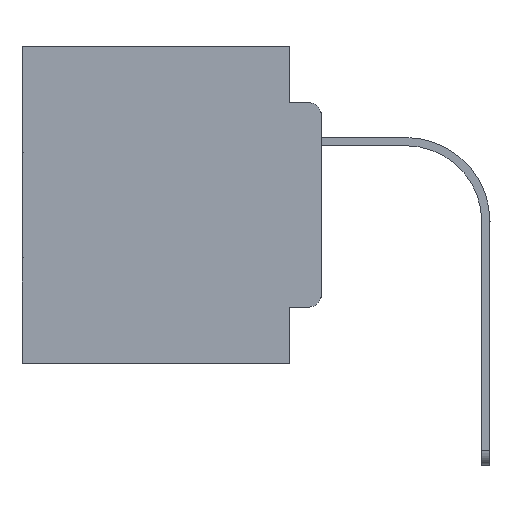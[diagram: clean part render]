
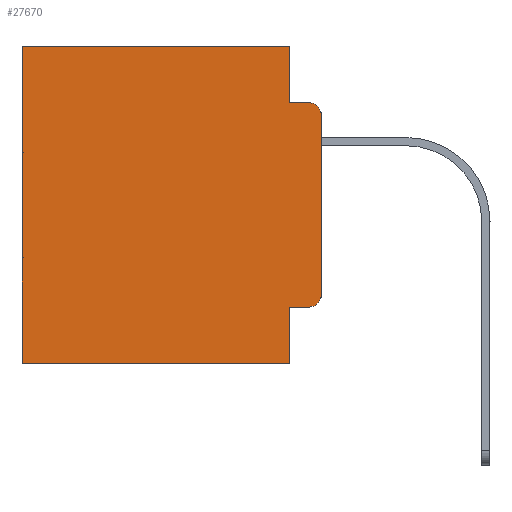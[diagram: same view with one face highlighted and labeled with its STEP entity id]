
A CAD part, left-side view. The second image highlights one B-rep face of the part: STEP entity #27670.
In plain terms, the highlighted planar face has unit normal (-1, 0, 0).
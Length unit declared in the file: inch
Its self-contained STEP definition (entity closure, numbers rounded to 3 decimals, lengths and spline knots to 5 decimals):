
#69 = DIRECTION ( 'NONE',  ( 0., 1., 0. ) ) ;
#305 = DIRECTION ( 'NONE',  ( 1., 0., 0. ) ) ;
#1079 = LINE ( 'NONE', #12434, #13488 ) ;
#1596 = VERTEX_POINT ( 'NONE', #27332 ) ;
#1616 = DIRECTION ( 'NONE',  ( 0., 0., -1. ) ) ;
#1665 = CARTESIAN_POINT ( 'NONE',  ( 0.298, 0.051, -0.0885 ) ) ;
#2598 = LINE ( 'NONE', #11830, #16058 ) ;
#2918 = EDGE_LOOP ( 'NONE', ( #25121, #20325, #6245, #16910, #14787, #8057, #29829, #11862, #28768, #8581 ) ) ;
#3061 = CARTESIAN_POINT ( 'NONE',  ( 0.298, 0.02, -0.4115 ) ) ;
#3276 = EDGE_CURVE ( 'NONE', #16965, #19497, #3449, .T. ) ;
#3342 = CIRCLE ( 'NONE', #6238, 0.02 ) ;
#3449 = LINE ( 'NONE', #14967, #4881 ) ;
#3595 = AXIS2_PLACEMENT_3D ( 'NONE', #19233, #16380, #25655 ) ;
#3974 = CARTESIAN_POINT ( 'NONE',  ( 0.298, 0.051, -0.5 ) ) ;
#4003 = CARTESIAN_POINT ( 'NONE',  ( 0.298, 0., 0. ) ) ;
#4328 = EDGE_CURVE ( 'NONE', #9828, #14281, #22887, .T. ) ;
#4877 = VECTOR ( 'NONE', #12688, 39.37008 ) ;
#4881 = VECTOR ( 'NONE', #21485, 39.37008 ) ;
#5321 = DIRECTION ( 'NONE',  ( 0., 1., 0. ) ) ;
#5696 = LINE ( 'NONE', #28194, #4877 ) ;
#5847 = VECTOR ( 'NONE', #9152, 39.37008 ) ;
#6238 = AXIS2_PLACEMENT_3D ( 'NONE', #22380, #27548, #1616 ) ;
#6245 = ORIENTED_EDGE ( 'NONE', *, *, #4328, .F. ) ;
#7294 = CARTESIAN_POINT ( 'NONE',  ( 0.298, 0.051, 0. ) ) ;
#7678 = VERTEX_POINT ( 'NONE', #12288 ) ;
#7788 = EDGE_CURVE ( 'NONE', #19497, #1596, #1079, .T. ) ;
#7837 = CARTESIAN_POINT ( 'NONE',  ( 0.298, 0.051, -0.0885 ) ) ;
#7899 = CARTESIAN_POINT ( 'NONE',  ( 0.298, 0., 0. ) ) ;
#8057 = ORIENTED_EDGE ( 'NONE', *, *, #9884, .T. ) ;
#8581 = ORIENTED_EDGE ( 'NONE', *, *, #20888, .T. ) ;
#9152 = DIRECTION ( 'NONE',  ( 0., 0., -1. ) ) ;
#9828 = VERTEX_POINT ( 'NONE', #7837 ) ;
#9884 = EDGE_CURVE ( 'NONE', #26973, #1596, #5696, .T. ) ;
#10911 = LINE ( 'NONE', #7899, #29260 ) ;
#11465 = AXIS2_PLACEMENT_3D ( 'NONE', #28062, #305, #23185 ) ;
#11830 = CARTESIAN_POINT ( 'NONE',  ( 0.298, 0.051, -0.4115 ) ) ;
#11862 = ORIENTED_EDGE ( 'NONE', *, *, #3276, .F. ) ;
#11973 = DIRECTION ( 'NONE',  ( 0., -1., 0. ) ) ;
#12234 = EDGE_CURVE ( 'NONE', #17963, #14281, #3342, .T. ) ;
#12288 = CARTESIAN_POINT ( 'NONE',  ( 0.298, 0., -0.3915 ) ) ;
#12358 = CARTESIAN_POINT ( 'NONE',  ( 0.298, 0., -0.1085 ) ) ;
#12434 = CARTESIAN_POINT ( 'NONE',  ( 0.298, 0., -0.5 ) ) ;
#12688 = DIRECTION ( 'NONE',  ( 0., 0., -1. ) ) ;
#13488 = VECTOR ( 'NONE', #5321, 39.37008 ) ;
#13644 = VECTOR ( 'NONE', #69, 39.37008 ) ;
#14281 = VERTEX_POINT ( 'NONE', #14385 ) ;
#14385 = CARTESIAN_POINT ( 'NONE',  ( 0.298, 0.02, -0.0885 ) ) ;
#14787 = ORIENTED_EDGE ( 'NONE', *, *, #14962, .T. ) ;
#14962 = EDGE_CURVE ( 'NONE', #20900, #26973, #29649, .T. ) ;
#14967 = CARTESIAN_POINT ( 'NONE',  ( 0.298, 0.051, 0. ) ) ;
#16058 = VECTOR ( 'NONE', #11973, 39.37008 ) ;
#16108 = CARTESIAN_POINT ( 'NONE',  ( 0.298, 0.473, 0. ) ) ;
#16380 = DIRECTION ( 'NONE',  ( -1., 0., 0. ) ) ;
#16910 = ORIENTED_EDGE ( 'NONE', *, *, #21632, .F. ) ;
#16965 = VERTEX_POINT ( 'NONE', #23218 ) ;
#16999 = EDGE_CURVE ( 'NONE', #16965, #25847, #2598, .T. ) ;
#17963 = VERTEX_POINT ( 'NONE', #12358 ) ;
#19233 = CARTESIAN_POINT ( 'NONE',  ( 0.298, 0.02, -0.3915 ) ) ;
#19497 = VERTEX_POINT ( 'NONE', #3974 ) ;
#20325 = ORIENTED_EDGE ( 'NONE', *, *, #12234, .T. ) ;
#20660 = LINE ( 'NONE', #29947, #5847 ) ;
#20888 = EDGE_CURVE ( 'NONE', #25847, #7678, #24918, .T. ) ;
#20900 = VERTEX_POINT ( 'NONE', #7294 ) ;
#21485 = DIRECTION ( 'NONE',  ( 0., 0., -1. ) ) ;
#21632 = EDGE_CURVE ( 'NONE', #20900, #9828, #20660, .T. ) ;
#22368 = EDGE_CURVE ( 'NONE', #17963, #7678, #10911, .T. ) ;
#22380 = CARTESIAN_POINT ( 'NONE',  ( 0.298, 0.02, -0.1085 ) ) ;
#22887 = LINE ( 'NONE', #1665, #23200 ) ;
#23185 = DIRECTION ( 'NONE',  ( 0., 0., -1. ) ) ;
#23200 = VECTOR ( 'NONE', #27600, 39.37008 ) ;
#23218 = CARTESIAN_POINT ( 'NONE',  ( 0.298, 0.051, -0.4115 ) ) ;
#24586 = DIRECTION ( 'NONE',  ( 0., 0., -1. ) ) ;
#24918 = CIRCLE ( 'NONE', #3595, 0.02 ) ;
#25121 = ORIENTED_EDGE ( 'NONE', *, *, #22368, .F. ) ;
#25468 = PLANE ( 'NONE',  #11465 ) ;
#25619 = FACE_OUTER_BOUND ( 'NONE', #2918, .T. ) ;
#25655 = DIRECTION ( 'NONE',  ( 0., 0., -1. ) ) ;
#25847 = VERTEX_POINT ( 'NONE', #3061 ) ;
#26973 = VERTEX_POINT ( 'NONE', #16108 ) ;
#27332 = CARTESIAN_POINT ( 'NONE',  ( 0.298, 0.473, -0.5 ) ) ;
#27548 = DIRECTION ( 'NONE',  ( -1., 0., 0. ) ) ;
#27600 = DIRECTION ( 'NONE',  ( 0., -1., 0. ) ) ;
#27670 = ADVANCED_FACE ( 'NONE', ( #25619 ), #25468, .F. ) ;
#28062 = CARTESIAN_POINT ( 'NONE',  ( 0.298, 0., 0. ) ) ;
#28194 = CARTESIAN_POINT ( 'NONE',  ( 0.298, 0.473, 0. ) ) ;
#28768 = ORIENTED_EDGE ( 'NONE', *, *, #16999, .T. ) ;
#29260 = VECTOR ( 'NONE', #24586, 39.37008 ) ;
#29649 = LINE ( 'NONE', #4003, #13644 ) ;
#29829 = ORIENTED_EDGE ( 'NONE', *, *, #7788, .F. ) ;
#29947 = CARTESIAN_POINT ( 'NONE',  ( 0.298, 0.051, 0. ) ) ;
